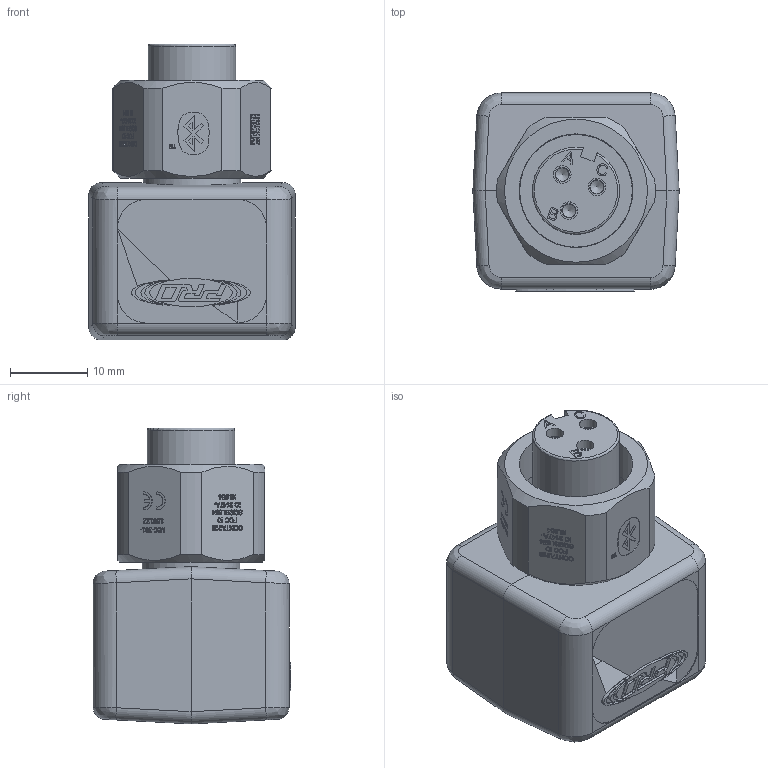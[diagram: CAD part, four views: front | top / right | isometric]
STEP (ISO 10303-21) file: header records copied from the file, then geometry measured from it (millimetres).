
FILE_DESCRIPTION(/* description */ (''),/* implementation_level */ '2;1');
FILE_NAME(/* name */ 'WA102-1A.stp',/* time_stamp */ '2020-06-01T08:34:58-04:00',/* author */ ('lcup'),/* organization */ (''),/* preprocessor_version */ 'ST-DEVELOPER v18',/* originating_system */ 'Autodesk Inventor 2020',/* authorisation */ '');
FILE_SCHEMA (('AUTOMOTIVE_DESIGN { 1 0 10303 214 3 1 1 }'));
Products named in the file (5): WA102-1A; WA102-1A_HEXNUT; TOL11940; CBP10553; CBP10564
Assembly tree (6 placements, depth 2):
  WA102-1A
    WA102-1A_HEXNUT
    TOL11940
    CBP10553
    CBP10564  x3
Bounding box: 26.73 x 25.65 x 38.33 mm (x, y, z)
Volume: 16479.1 mm3; surface area: 7831.6 mm2
Topology: 6 solids, 6 shells, 1613 faces, 4289 edges, 2867 vertices
Faces by surface type: plane 980, bspline 508, cylinder 86, torus 22, cone 17
Full cylindrical faces by diameter (mm): 1.016 x3, 1.727 x6, 2.286 x3, 2.565 x3, 2.819 x3, 3.302 x6, 3.708 x3, 9.271 x1, 12.649 x4, 12.7 x1, 12.827 x1, 14.605 x1, 14.732 x1, 15.875 x1
Entity records: 59173 total; most frequent: CARTESIAN_POINT 21829, ORIENTED_EDGE 8334, DIRECTION 5511, EDGE_CURVE 4167, LINE 2917, VECTOR 2917, VERTEX_POINT 2779, EDGE_LOOP 1760
